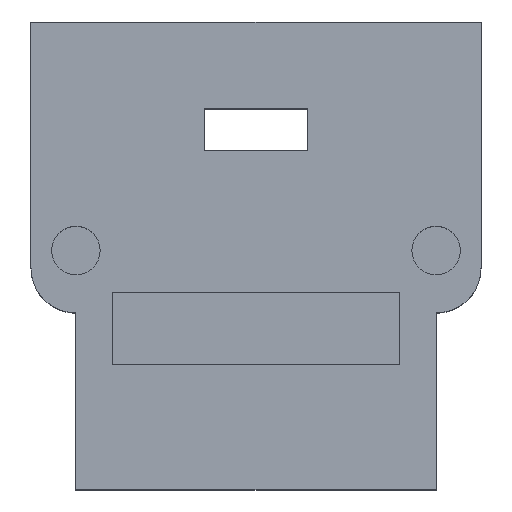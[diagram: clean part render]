
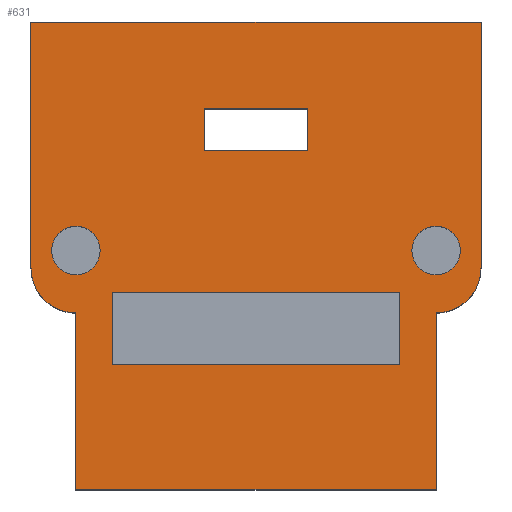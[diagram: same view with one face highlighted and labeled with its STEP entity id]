
A CAD part, top view. The second image highlights one B-rep face of the part: STEP entity #631.
In plain terms, the highlighted planar face has unit normal (0, 0, 1).
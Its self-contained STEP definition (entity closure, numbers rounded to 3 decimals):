
#56 = VERTEX_POINT('',#57);
#57 = CARTESIAN_POINT('',(9.04,10.8,8.5));
#63 = EDGE_CURVE('',#56,#64,#66,.T.);
#64 = VERTEX_POINT('',#65);
#65 = CARTESIAN_POINT('',(-3.96,10.8,8.5));
#66 = LINE('',#67,#68);
#67 = CARTESIAN_POINT('',(9.04,10.8,8.5));
#68 = VECTOR('',#69,1.);
#69 = DIRECTION('',(-1.,0.,0.));
#434 = VERTEX_POINT('',#435);
#435 = CARTESIAN_POINT('',(9.04,3.7,8.5));
#441 = EDGE_CURVE('',#434,#56,#442,.T.);
#442 = LINE('',#443,#444);
#443 = CARTESIAN_POINT('',(9.04,3.7,8.5));
#444 = VECTOR('',#445,1.);
#445 = DIRECTION('',(0.,1.,0.));
#631 = ADVANCED_FACE('',(#632,#684,#695,#729,#740),#774,.F.);
#632 = FACE_BOUND('',#633,.F.);
#633 = EDGE_LOOP('',(#634,#644,#652,#661,#667,#668,#669,#678));
#634 = ORIENTED_EDGE('',*,*,#635,.F.);
#635 = EDGE_CURVE('',#636,#638,#640,.T.);
#636 = VERTEX_POINT('',#637);
#637 = CARTESIAN_POINT('',(-2.66,-2.7,8.5));
#638 = VERTEX_POINT('',#639);
#639 = CARTESIAN_POINT('',(7.74,-2.7,8.5));
#640 = LINE('',#641,#642);
#641 = CARTESIAN_POINT('',(-2.66,-2.7,8.5));
#642 = VECTOR('',#643,1.);
#643 = DIRECTION('',(1.,0.,0.));
#644 = ORIENTED_EDGE('',*,*,#645,.F.);
#645 = EDGE_CURVE('',#646,#636,#648,.T.);
#646 = VERTEX_POINT('',#647);
#647 = CARTESIAN_POINT('',(-2.66,2.4,8.5));
#648 = LINE('',#649,#650);
#649 = CARTESIAN_POINT('',(-2.66,2.4,8.5));
#650 = VECTOR('',#651,1.);
#651 = DIRECTION('',(0.,-1.,0.));
#652 = ORIENTED_EDGE('',*,*,#653,.F.);
#653 = EDGE_CURVE('',#654,#646,#656,.T.);
#654 = VERTEX_POINT('',#655);
#655 = CARTESIAN_POINT('',(-3.96,3.7,8.5));
#656 = CIRCLE('',#657,1.3);
#657 = AXIS2_PLACEMENT_3D('',#658,#659,#660);
#658 = CARTESIAN_POINT('',(-2.66,3.7,8.5));
#659 = DIRECTION('',(0.,0.,1.));
#660 = DIRECTION('',(1.,0.,0.));
#661 = ORIENTED_EDGE('',*,*,#662,.F.);
#662 = EDGE_CURVE('',#64,#654,#663,.T.);
#663 = LINE('',#664,#665);
#664 = CARTESIAN_POINT('',(-3.96,10.8,8.5));
#665 = VECTOR('',#666,1.);
#666 = DIRECTION('',(0.,-1.,0.));
#667 = ORIENTED_EDGE('',*,*,#63,.F.);
#668 = ORIENTED_EDGE('',*,*,#441,.F.);
#669 = ORIENTED_EDGE('',*,*,#670,.F.);
#670 = EDGE_CURVE('',#671,#434,#673,.T.);
#671 = VERTEX_POINT('',#672);
#672 = CARTESIAN_POINT('',(7.74,2.4,8.5));
#673 = CIRCLE('',#674,1.3);
#674 = AXIS2_PLACEMENT_3D('',#675,#676,#677);
#675 = CARTESIAN_POINT('',(7.74,3.7,8.5));
#676 = DIRECTION('',(0.,0.,1.));
#677 = DIRECTION('',(1.,0.,0.));
#678 = ORIENTED_EDGE('',*,*,#679,.F.);
#679 = EDGE_CURVE('',#638,#671,#680,.T.);
#680 = LINE('',#681,#682);
#681 = CARTESIAN_POINT('',(7.74,-2.7,8.5));
#682 = VECTOR('',#683,1.);
#683 = DIRECTION('',(0.,1.,0.));
#684 = FACE_BOUND('',#685,.F.);
#685 = EDGE_LOOP('',(#686));
#686 = ORIENTED_EDGE('',*,*,#687,.T.);
#687 = EDGE_CURVE('',#688,#688,#690,.T.);
#688 = VERTEX_POINT('',#689);
#689 = CARTESIAN_POINT('',(8.44,4.2,8.5));
#690 = CIRCLE('',#691,0.7);
#691 = AXIS2_PLACEMENT_3D('',#692,#693,#694);
#692 = CARTESIAN_POINT('',(7.74,4.2,8.5));
#693 = DIRECTION('',(0.,0.,1.));
#694 = DIRECTION('',(1.,0.,0.));
#695 = FACE_BOUND('',#696,.F.);
#696 = EDGE_LOOP('',(#697,#707,#715,#723));
#697 = ORIENTED_EDGE('',*,*,#698,.F.);
#698 = EDGE_CURVE('',#699,#701,#703,.T.);
#699 = VERTEX_POINT('',#700);
#700 = CARTESIAN_POINT('',(4.04,8.3,8.5));
#701 = VERTEX_POINT('',#702);
#702 = CARTESIAN_POINT('',(4.04,7.101,8.5));
#703 = LINE('',#704,#705);
#704 = CARTESIAN_POINT('',(4.04,2.8,8.5));
#705 = VECTOR('',#706,1.);
#706 = DIRECTION('',(0.,-1.,0.));
#707 = ORIENTED_EDGE('',*,*,#708,.F.);
#708 = EDGE_CURVE('',#709,#699,#711,.T.);
#709 = VERTEX_POINT('',#710);
#710 = CARTESIAN_POINT('',(1.04,8.3,8.5));
#711 = LINE('',#712,#713);
#712 = CARTESIAN_POINT('',(-0.81,8.3,8.5));
#713 = VECTOR('',#714,1.);
#714 = DIRECTION('',(1.,0.,0.));
#715 = ORIENTED_EDGE('',*,*,#716,.F.);
#716 = EDGE_CURVE('',#717,#709,#719,.T.);
#717 = VERTEX_POINT('',#718);
#718 = CARTESIAN_POINT('',(1.04,7.101,8.5));
#719 = LINE('',#720,#721);
#720 = CARTESIAN_POINT('',(1.04,2.201,8.5));
#721 = VECTOR('',#722,1.);
#722 = DIRECTION('',(0.,1.,0.));
#723 = ORIENTED_EDGE('',*,*,#724,.F.);
#724 = EDGE_CURVE('',#701,#717,#725,.T.);
#725 = LINE('',#726,#727);
#726 = CARTESIAN_POINT('',(0.69,7.101,8.5));
#727 = VECTOR('',#728,1.);
#728 = DIRECTION('',(-1.,-0.,-0.));
#729 = FACE_BOUND('',#730,.F.);
#730 = EDGE_LOOP('',(#731));
#731 = ORIENTED_EDGE('',*,*,#732,.T.);
#732 = EDGE_CURVE('',#733,#733,#735,.T.);
#733 = VERTEX_POINT('',#734);
#734 = CARTESIAN_POINT('',(-1.96,4.2,8.5));
#735 = CIRCLE('',#736,0.7);
#736 = AXIS2_PLACEMENT_3D('',#737,#738,#739);
#737 = CARTESIAN_POINT('',(-2.66,4.2,8.5));
#738 = DIRECTION('',(0.,0.,1.));
#739 = DIRECTION('',(1.,0.,0.));
#740 = FACE_BOUND('',#741,.F.);
#741 = EDGE_LOOP('',(#742,#752,#760,#768));
#742 = ORIENTED_EDGE('',*,*,#743,.F.);
#743 = EDGE_CURVE('',#744,#746,#748,.T.);
#744 = VERTEX_POINT('',#745);
#745 = CARTESIAN_POINT('',(6.69,0.9,8.5));
#746 = VERTEX_POINT('',#747);
#747 = CARTESIAN_POINT('',(-1.61,0.9,8.5));
#748 = LINE('',#749,#750);
#749 = CARTESIAN_POINT('',(6.69,0.9,8.5));
#750 = VECTOR('',#751,1.);
#751 = DIRECTION('',(-1.,0.,0.));
#752 = ORIENTED_EDGE('',*,*,#753,.F.);
#753 = EDGE_CURVE('',#754,#744,#756,.T.);
#754 = VERTEX_POINT('',#755);
#755 = CARTESIAN_POINT('',(6.69,3.,8.5));
#756 = LINE('',#757,#758);
#757 = CARTESIAN_POINT('',(6.69,3.,8.5));
#758 = VECTOR('',#759,1.);
#759 = DIRECTION('',(0.,-1.,0.));
#760 = ORIENTED_EDGE('',*,*,#761,.F.);
#761 = EDGE_CURVE('',#762,#754,#764,.T.);
#762 = VERTEX_POINT('',#763);
#763 = CARTESIAN_POINT('',(-1.61,3.,8.5));
#764 = LINE('',#765,#766);
#765 = CARTESIAN_POINT('',(-1.61,3.,8.5));
#766 = VECTOR('',#767,1.);
#767 = DIRECTION('',(1.,0.,0.));
#768 = ORIENTED_EDGE('',*,*,#769,.F.);
#769 = EDGE_CURVE('',#746,#762,#770,.T.);
#770 = LINE('',#771,#772);
#771 = CARTESIAN_POINT('',(-1.61,0.9,8.5));
#772 = VECTOR('',#773,1.);
#773 = DIRECTION('',(0.,1.,0.));
#774 = PLANE('',#775);
#775 = AXIS2_PLACEMENT_3D('',#776,#777,#778);
#776 = CARTESIAN_POINT('',(-2.66,-2.7,8.5));
#777 = DIRECTION('',(0.,0.,-1.));
#778 = DIRECTION('',(-1.,0.,0.));
